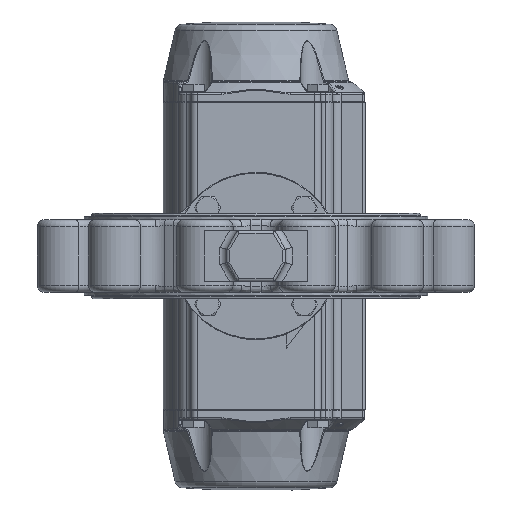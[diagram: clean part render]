
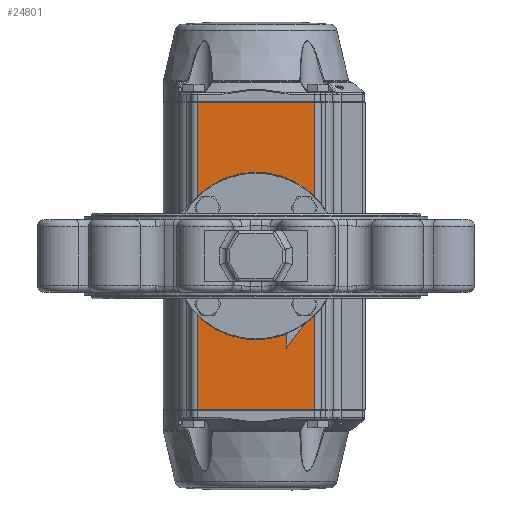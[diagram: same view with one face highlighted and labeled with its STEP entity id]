
A CAD part, front view. The second image highlights one B-rep face of the part: STEP entity #24801.
In plain terms, the highlighted planar face has unit normal (0, -1, 0).
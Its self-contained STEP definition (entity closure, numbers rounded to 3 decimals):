
#2640=CIRCLE('',#30628,3.4);
#2641=CIRCLE('',#30629,3.4);
#2642=CIRCLE('',#30630,3.4);
#2643=CIRCLE('',#30631,3.4);
#2644=CIRCLE('',#30632,4.25);
#2645=CIRCLE('',#30633,4.25);
#2646=CIRCLE('',#30634,4.25);
#2647=CIRCLE('',#30635,4.25);
#2648=CIRCLE('',#30636,27.5);
#7831=ORIENTED_EDGE('',*,*,#13178,.F.);
#7832=ORIENTED_EDGE('',*,*,#13044,.T.);
#7833=ORIENTED_EDGE('',*,*,#13180,.T.);
#7834=ORIENTED_EDGE('',*,*,#12952,.T.);
#7835=ORIENTED_EDGE('',*,*,#13181,.F.);
#7836=ORIENTED_EDGE('',*,*,#13182,.F.);
#7837=ORIENTED_EDGE('',*,*,#13183,.F.);
#7838=ORIENTED_EDGE('',*,*,#13184,.F.);
#7839=ORIENTED_EDGE('',*,*,#13185,.F.);
#7840=ORIENTED_EDGE('',*,*,#13186,.F.);
#7841=ORIENTED_EDGE('',*,*,#13187,.F.);
#7842=ORIENTED_EDGE('',*,*,#13188,.F.);
#7843=ORIENTED_EDGE('',*,*,#13189,.T.);
#12952=EDGE_CURVE('',#15972,#15975,#17739,.T.);
#13044=EDGE_CURVE('',#16038,#16037,#17795,.T.);
#13178=EDGE_CURVE('',#16038,#15975,#17889,.T.);
#13180=EDGE_CURVE('',#16037,#15972,#17890,.T.);
#13181=EDGE_CURVE('',#16119,#16119,#2640,.T.);
#13182=EDGE_CURVE('',#16120,#16120,#2641,.T.);
#13183=EDGE_CURVE('',#16121,#16121,#2642,.T.);
#13184=EDGE_CURVE('',#16122,#16122,#2643,.T.);
#13185=EDGE_CURVE('',#16123,#16123,#2644,.T.);
#13186=EDGE_CURVE('',#16124,#16124,#2645,.T.);
#13187=EDGE_CURVE('',#16125,#16125,#2646,.T.);
#13188=EDGE_CURVE('',#16126,#16126,#2647,.T.);
#13189=EDGE_CURVE('',#16127,#16127,#2648,.T.);
#15972=VERTEX_POINT('',#50542);
#15975=VERTEX_POINT('',#50547);
#16037=VERTEX_POINT('',#50732);
#16038=VERTEX_POINT('',#50734);
#16119=VERTEX_POINT('',#51008);
#16120=VERTEX_POINT('',#51010);
#16121=VERTEX_POINT('',#51012);
#16122=VERTEX_POINT('',#51014);
#16123=VERTEX_POINT('',#51016);
#16124=VERTEX_POINT('',#51018);
#16125=VERTEX_POINT('',#51020);
#16126=VERTEX_POINT('',#51022);
#16127=VERTEX_POINT('',#51024);
#17739=LINE('',#50548,#18980);
#17795=LINE('',#50733,#19036);
#17889=LINE('',#51003,#19130);
#17890=LINE('',#51006,#19131);
#18980=VECTOR('',#35437,1000.);
#19036=VECTOR('',#35627,1000.);
#19130=VECTOR('',#35911,1000.);
#19131=VECTOR('',#35916,1000.);
#20629=EDGE_LOOP('',(#7831,#7832,#7833,#7834));
#20630=EDGE_LOOP('',(#7835));
#20631=EDGE_LOOP('',(#7836));
#20632=EDGE_LOOP('',(#7837));
#20633=EDGE_LOOP('',(#7838));
#20634=EDGE_LOOP('',(#7839));
#20635=EDGE_LOOP('',(#7840));
#20636=EDGE_LOOP('',(#7841));
#20637=EDGE_LOOP('',(#7842));
#20638=EDGE_LOOP('',(#7843));
#22572=FACE_BOUND('',#20629,.T.);
#22573=FACE_BOUND('',#20630,.T.);
#22574=FACE_BOUND('',#20631,.T.);
#22575=FACE_BOUND('',#20632,.T.);
#22576=FACE_BOUND('',#20633,.T.);
#22577=FACE_BOUND('',#20634,.T.);
#22578=FACE_BOUND('',#20635,.T.);
#22579=FACE_BOUND('',#20636,.T.);
#22580=FACE_BOUND('',#20637,.T.);
#22581=FACE_BOUND('',#20638,.T.);
#23761=PLANE('',#30627);
#24801=ADVANCED_FACE('',(#22572,#22573,#22574,#22575,#22576,#22577,#22578,
#22579,#22580,#22581),#23761,.F.);
#30627=AXIS2_PLACEMENT_3D('',#51005,#35914,#35915);
#30628=AXIS2_PLACEMENT_3D('',#51007,#35917,#35918);
#30629=AXIS2_PLACEMENT_3D('',#51009,#35919,#35920);
#30630=AXIS2_PLACEMENT_3D('',#51011,#35921,#35922);
#30631=AXIS2_PLACEMENT_3D('',#51013,#35923,#35924);
#30632=AXIS2_PLACEMENT_3D('',#51015,#35925,#35926);
#30633=AXIS2_PLACEMENT_3D('',#51017,#35927,#35928);
#30634=AXIS2_PLACEMENT_3D('',#51019,#35929,#35930);
#30635=AXIS2_PLACEMENT_3D('',#51021,#35931,#35932);
#30636=AXIS2_PLACEMENT_3D('',#51023,#35933,#35934);
#35437=DIRECTION('',(1.,0.,0.));
#35627=DIRECTION('',(-1.,0.,0.));
#35911=DIRECTION('',(0.,0.,-1.));
#35914=DIRECTION('',(0.,1.,0.));
#35915=DIRECTION('',(0.,0.,1.));
#35916=DIRECTION('',(0.,0.,-1.));
#35917=DIRECTION('',(0.,-1.,0.));
#35918=DIRECTION('',(0.,0.,-1.));
#35919=DIRECTION('',(0.,-1.,0.));
#35920=DIRECTION('',(0.,0.,-1.));
#35921=DIRECTION('',(0.,-1.,0.));
#35922=DIRECTION('',(0.,0.,-1.));
#35923=DIRECTION('',(0.,-1.,0.));
#35924=DIRECTION('',(0.,0.,-1.));
#35925=DIRECTION('',(0.,-1.,0.));
#35926=DIRECTION('',(0.,0.,-1.));
#35927=DIRECTION('',(0.,-1.,0.));
#35928=DIRECTION('',(0.,0.,-1.));
#35929=DIRECTION('',(0.,-1.,0.));
#35930=DIRECTION('',(0.,0.,-1.));
#35931=DIRECTION('',(0.,-1.,0.));
#35932=DIRECTION('',(0.,0.,-1.));
#35933=DIRECTION('',(0.,1.,0.));
#35934=DIRECTION('',(0.,0.,1.));
#50542=CARTESIAN_POINT('',(-44.,-80.,-115.));
#50547=CARTESIAN_POINT('',(44.,-80.,-115.));
#50548=CARTESIAN_POINT('',(-44.,-80.,-115.));
#50732=CARTESIAN_POINT('',(-44.,-80.,115.));
#50733=CARTESIAN_POINT('',(-44.,-80.,115.));
#50734=CARTESIAN_POINT('',(44.,-80.,115.));
#51003=CARTESIAN_POINT('',(44.,-80.,115.5));
#51005=CARTESIAN_POINT('',(-44.,-80.,115.5));
#51006=CARTESIAN_POINT('',(-44.,-80.,115.5));
#51007=CARTESIAN_POINT('',(24.749,-80.,24.749));
#51008=CARTESIAN_POINT('',(24.749,-80.,21.349));
#51009=CARTESIAN_POINT('',(24.749,-80.,-24.749));
#51010=CARTESIAN_POINT('',(24.749,-80.,-28.149));
#51011=CARTESIAN_POINT('',(-24.749,-80.,-24.749));
#51012=CARTESIAN_POINT('',(-24.749,-80.,-28.149));
#51013=CARTESIAN_POINT('',(-24.749,-80.,24.749));
#51014=CARTESIAN_POINT('',(-24.749,-80.,21.349));
#51015=CARTESIAN_POINT('',(36.062,-80.,36.062));
#51016=CARTESIAN_POINT('',(36.062,-80.,31.812));
#51017=CARTESIAN_POINT('',(36.062,-80.,-36.062));
#51018=CARTESIAN_POINT('',(36.062,-80.,-40.312));
#51019=CARTESIAN_POINT('',(-36.062,-80.,-36.062));
#51020=CARTESIAN_POINT('',(-36.062,-80.,-40.312));
#51021=CARTESIAN_POINT('',(-36.062,-80.,36.062));
#51022=CARTESIAN_POINT('',(-36.062,-80.,31.812));
#51023=CARTESIAN_POINT('',(0.,-80.,0.));
#51024=CARTESIAN_POINT('',(0.,-80.,27.5));
